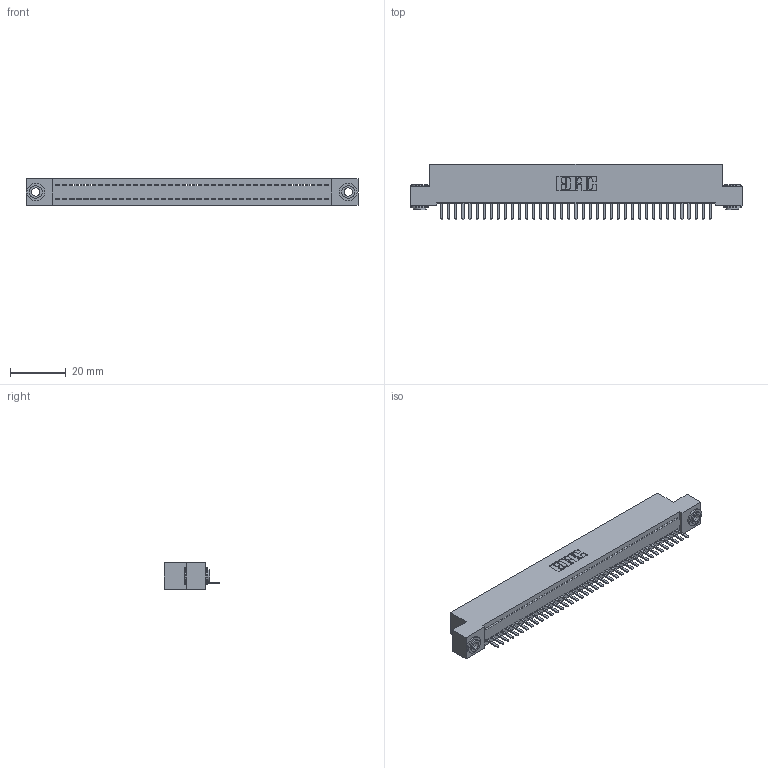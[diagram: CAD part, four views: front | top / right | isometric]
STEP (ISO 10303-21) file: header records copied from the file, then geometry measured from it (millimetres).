
FILE_DESCRIPTION (( 'STEP AP203' ), '1' );
FILE_NAME ('342-039-520-103.STEP', '2018-08-11T23:07:03', ( '' ), ( '' ), 'SwSTEP 2.0', 'SolidWorks 2016', '' );
FILE_SCHEMA (( 'CONFIG_CONTROL_DESIGN' ));
Length unit declared in the file: inch
Products named in the file (4): 342-250-002_345-250-002-102; 342-039-520-103; 342 Part_.156 TH; 345-292-001_345-293-120
Assembly tree (42 placements, depth 2):
  342-039-520-103
    342 Part_.156 TH
    345-292-001_345-293-120  x39
    342-250-002_345-250-002-102  x2
Bounding box: 119.38 x 20.02 x 9.4 mm (x, y, z)
Volume: 10366.8 mm3; surface area: 15034.6 mm2
Topology: 42 solids, 42 shells, 2566 faces, 7551 edges, 4926 vertices
Faces by surface type: plane 1792, cylinder 766, cone 8
Entity records: 24862 total; most frequent: CARTESIAN_POINT 4278, ORIENTED_EDGE 4234, DIRECTION 3637, EDGE_CURVE 2117, LINE 1961, VECTOR 1961, VERTEX_POINT 1406, AXIS2_PLACEMENT_3D 838
